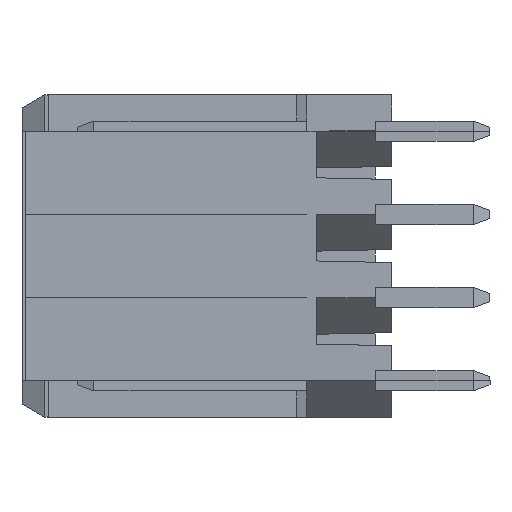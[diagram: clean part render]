
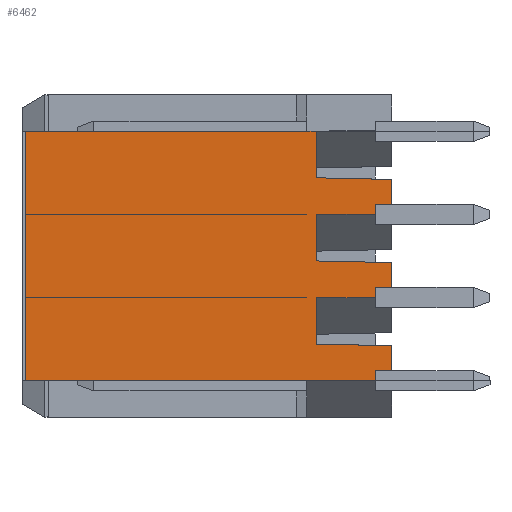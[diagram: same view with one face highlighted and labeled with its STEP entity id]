
A CAD part, left-side view. The second image highlights one B-rep face of the part: STEP entity #6462.
In plain terms, the highlighted planar face has unit normal (-1, 0, 0).
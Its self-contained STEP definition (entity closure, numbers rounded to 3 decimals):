
#242=ORIENTED_EDGE('',*,*,#1504,.T.);
#243=ORIENTED_EDGE('',*,*,#1579,.T.);
#244=ORIENTED_EDGE('',*,*,#1606,.F.);
#245=ORIENTED_EDGE('',*,*,#1607,.F.);
#246=ORIENTED_EDGE('',*,*,#1459,.T.);
#247=ORIENTED_EDGE('',*,*,#1576,.T.);
#248=ORIENTED_EDGE('',*,*,#1476,.F.);
#249=ORIENTED_EDGE('',*,*,#1608,.F.);
#250=ORIENTED_EDGE('',*,*,#1499,.T.);
#251=ORIENTED_EDGE('',*,*,#1609,.F.);
#252=ORIENTED_EDGE('',*,*,#1610,.F.);
#253=ORIENTED_EDGE('',*,*,#1611,.T.);
#254=ORIENTED_EDGE('',*,*,#1612,.F.);
#255=ORIENTED_EDGE('',*,*,#1613,.F.);
#256=ORIENTED_EDGE('',*,*,#1614,.T.);
#257=ORIENTED_EDGE('',*,*,#1615,.T.);
#258=ORIENTED_EDGE('',*,*,#1616,.F.);
#259=ORIENTED_EDGE('',*,*,#1617,.F.);
#260=ORIENTED_EDGE('',*,*,#1618,.T.);
#261=ORIENTED_EDGE('',*,*,#1619,.F.);
#262=ORIENTED_EDGE('',*,*,#1620,.F.);
#263=ORIENTED_EDGE('',*,*,#1621,.T.);
#264=ORIENTED_EDGE('',*,*,#1622,.T.);
#265=ORIENTED_EDGE('',*,*,#1623,.F.);
#266=ORIENTED_EDGE('',*,*,#1624,.F.);
#267=ORIENTED_EDGE('',*,*,#1625,.T.);
#268=ORIENTED_EDGE('',*,*,#1626,.F.);
#269=ORIENTED_EDGE('',*,*,#1627,.F.);
#270=ORIENTED_EDGE('',*,*,#1628,.T.);
#271=ORIENTED_EDGE('',*,*,#1629,.T.);
#272=ORIENTED_EDGE('',*,*,#1562,.T.);
#273=ORIENTED_EDGE('',*,*,#1598,.F.);
#274=ORIENTED_EDGE('',*,*,#1630,.F.);
#1459=EDGE_CURVE('',#2163,#2162,#2618,.T.);
#1476=EDGE_CURVE('',#2177,#2178,#2633,.T.);
#1499=EDGE_CURVE('',#2201,#2200,#2656,.T.);
#1504=EDGE_CURVE('',#2206,#2205,#2661,.T.);
#1562=EDGE_CURVE('',#2256,#2257,#2718,.T.);
#1576=EDGE_CURVE('',#2162,#2178,#2732,.T.);
#1579=EDGE_CURVE('',#2205,#2269,#2735,.T.);
#1598=EDGE_CURVE('',#2286,#2257,#2753,.T.);
#1606=EDGE_CURVE('',#2287,#2269,#2761,.T.);
#1607=EDGE_CURVE('',#2163,#2287,#2762,.T.);
#1608=EDGE_CURVE('',#2201,#2177,#2763,.T.);
#1609=EDGE_CURVE('',#2288,#2200,#2764,.T.);
#1610=EDGE_CURVE('',#2289,#2288,#2765,.T.);
#1611=EDGE_CURVE('',#2289,#2290,#2766,.T.);
#1612=EDGE_CURVE('',#2291,#2290,#2767,.T.);
#1613=EDGE_CURVE('',#2292,#2291,#2768,.T.);
#1614=EDGE_CURVE('',#2292,#2293,#2769,.T.);
#1615=EDGE_CURVE('',#2293,#2294,#2770,.T.);
#1616=EDGE_CURVE('',#2295,#2294,#2771,.T.);
#1617=EDGE_CURVE('',#2296,#2295,#2772,.T.);
#1618=EDGE_CURVE('',#2296,#2297,#2773,.T.);
#1619=EDGE_CURVE('',#2298,#2297,#2774,.T.);
#1620=EDGE_CURVE('',#2299,#2298,#2775,.T.);
#1621=EDGE_CURVE('',#2299,#2300,#2776,.T.);
#1622=EDGE_CURVE('',#2300,#2301,#2777,.T.);
#1623=EDGE_CURVE('',#2302,#2301,#2778,.T.);
#1624=EDGE_CURVE('',#2303,#2302,#2779,.T.);
#1625=EDGE_CURVE('',#2303,#2304,#2780,.T.);
#1626=EDGE_CURVE('',#2305,#2304,#2781,.T.);
#1627=EDGE_CURVE('',#2306,#2305,#2782,.T.);
#1628=EDGE_CURVE('',#2306,#2307,#2783,.T.);
#1629=EDGE_CURVE('',#2307,#2256,#2784,.T.);
#1630=EDGE_CURVE('',#2206,#2286,#2785,.T.);
#2162=VERTEX_POINT('',#8205);
#2163=VERTEX_POINT('',#8207);
#2177=VERTEX_POINT('',#8241);
#2178=VERTEX_POINT('',#8243);
#2200=VERTEX_POINT('',#8288);
#2201=VERTEX_POINT('',#8290);
#2205=VERTEX_POINT('',#8299);
#2206=VERTEX_POINT('',#8301);
#2256=VERTEX_POINT('',#8417);
#2257=VERTEX_POINT('',#8418);
#2269=VERTEX_POINT('',#8446);
#2286=VERTEX_POINT('',#8483);
#2287=VERTEX_POINT('',#8501);
#2288=VERTEX_POINT('',#8505);
#2289=VERTEX_POINT('',#8507);
#2290=VERTEX_POINT('',#8509);
#2291=VERTEX_POINT('',#8511);
#2292=VERTEX_POINT('',#8513);
#2293=VERTEX_POINT('',#8515);
#2294=VERTEX_POINT('',#8517);
#2295=VERTEX_POINT('',#8519);
#2296=VERTEX_POINT('',#8521);
#2297=VERTEX_POINT('',#8523);
#2298=VERTEX_POINT('',#8525);
#2299=VERTEX_POINT('',#8527);
#2300=VERTEX_POINT('',#8529);
#2301=VERTEX_POINT('',#8531);
#2302=VERTEX_POINT('',#8533);
#2303=VERTEX_POINT('',#8535);
#2304=VERTEX_POINT('',#8537);
#2305=VERTEX_POINT('',#8539);
#2306=VERTEX_POINT('',#8541);
#2307=VERTEX_POINT('',#8543);
#2618=LINE('',#8206,#3317);
#2633=LINE('',#8242,#3332);
#2656=LINE('',#8289,#3355);
#2661=LINE('',#8300,#3360);
#2718=LINE('',#8416,#3417);
#2732=LINE('',#8442,#3431);
#2735=LINE('',#8447,#3434);
#2753=LINE('',#8484,#3452);
#2761=LINE('',#8500,#3460);
#2762=LINE('',#8502,#3461);
#2763=LINE('',#8503,#3462);
#2764=LINE('',#8504,#3463);
#2765=LINE('',#8506,#3464);
#2766=LINE('',#8508,#3465);
#2767=LINE('',#8510,#3466);
#2768=LINE('',#8512,#3467);
#2769=LINE('',#8514,#3468);
#2770=LINE('',#8516,#3469);
#2771=LINE('',#8518,#3470);
#2772=LINE('',#8520,#3471);
#2773=LINE('',#8522,#3472);
#2774=LINE('',#8524,#3473);
#2775=LINE('',#8526,#3474);
#2776=LINE('',#8528,#3475);
#2777=LINE('',#8530,#3476);
#2778=LINE('',#8532,#3477);
#2779=LINE('',#8534,#3478);
#2780=LINE('',#8536,#3479);
#2781=LINE('',#8538,#3480);
#2782=LINE('',#8540,#3481);
#2783=LINE('',#8542,#3482);
#2784=LINE('',#8544,#3483);
#2785=LINE('',#8545,#3484);
#3317=VECTOR('',#6981,1000.);
#3332=VECTOR('',#7008,1000.);
#3355=VECTOR('',#7033,1000.);
#3360=VECTOR('',#7040,1000.);
#3417=VECTOR('',#7115,1000.);
#3431=VECTOR('',#7129,1000.);
#3434=VECTOR('',#7132,1000.);
#3452=VECTOR('',#7154,1000.);
#3460=VECTOR('',#7178,1000.);
#3461=VECTOR('',#7179,1000.);
#3462=VECTOR('',#7180,1000.);
#3463=VECTOR('',#7181,1000.);
#3464=VECTOR('',#7182,1000.);
#3465=VECTOR('',#7183,1000.);
#3466=VECTOR('',#7184,1000.);
#3467=VECTOR('',#7185,1000.);
#3468=VECTOR('',#7186,1000.);
#3469=VECTOR('',#7187,1000.);
#3470=VECTOR('',#7188,1000.);
#3471=VECTOR('',#7189,1000.);
#3472=VECTOR('',#7190,1000.);
#3473=VECTOR('',#7191,1000.);
#3474=VECTOR('',#7192,1000.);
#3475=VECTOR('',#7193,1000.);
#3476=VECTOR('',#7194,1000.);
#3477=VECTOR('',#7195,1000.);
#3478=VECTOR('',#7196,1000.);
#3479=VECTOR('',#7197,1000.);
#3480=VECTOR('',#7198,1000.);
#3481=VECTOR('',#7199,1000.);
#3482=VECTOR('',#7200,1000.);
#3483=VECTOR('',#7201,1000.);
#3484=VECTOR('',#7202,1000.);
#4038=EDGE_LOOP('',(#242,#243,#244,#245,#246,#247,#248,#249,#250,#251,#252,
#253,#254,#255,#256,#257,#258,#259,#260,#261,#262,#263,#264,#265,#266,#267,
#268,#269,#270,#271,#272,#273,#274));
#4295=FACE_BOUND('',#4038,.T.);
#4548=PLANE('',#6740);
#6462=ADVANCED_FACE('',(#4295),#4548,.T.);
#6740=AXIS2_PLACEMENT_3D('',#8499,#7176,#7177);
#6981=DIRECTION('',(0.,-1.,0.));
#7008=DIRECTION('',(0.,-1.,0.));
#7033=DIRECTION('',(0.,-1.,0.));
#7040=DIRECTION('',(0.,-1.,0.));
#7115=DIRECTION('',(0.,0.,-1.));
#7129=DIRECTION('',(0.,0.,-1.));
#7132=DIRECTION('',(0.,0.,-1.));
#7154=DIRECTION('',(0.,-1.,0.));
#7176=DIRECTION('',(-1.,0.,0.));
#7177=DIRECTION('',(0.,-1.,0.));
#7178=DIRECTION('',(0.,-1.,0.));
#7179=DIRECTION('',(0.,0.,1.));
#7180=DIRECTION('',(0.,0.,1.));
#7181=DIRECTION('',(0.,0.,-1.));
#7182=DIRECTION('',(0.,1.,0.));
#7183=DIRECTION('',(0.,0.,1.));
#7184=DIRECTION('',(0.,-1.,-0.022));
#7185=DIRECTION('',(0.,0.,-1.));
#7186=DIRECTION('',(0.,-1.,0.022));
#7187=DIRECTION('',(0.,-1.,0.));
#7188=DIRECTION('',(0.,0.,-1.));
#7189=DIRECTION('',(0.,1.,0.));
#7190=DIRECTION('',(0.,0.,1.));
#7191=DIRECTION('',(0.,-1.,-0.022));
#7192=DIRECTION('',(0.,0.,-1.));
#7193=DIRECTION('',(0.,-1.,0.022));
#7194=DIRECTION('',(0.,-1.,0.));
#7195=DIRECTION('',(0.,0.,-1.));
#7196=DIRECTION('',(0.,1.,0.));
#7197=DIRECTION('',(0.,0.,1.));
#7198=DIRECTION('',(0.,-1.,-0.022));
#7199=DIRECTION('',(0.,0.,-1.));
#7200=DIRECTION('',(0.,-1.,0.022));
#7201=DIRECTION('',(0.,1.,0.));
#7202=DIRECTION('',(0.,0.,1.));
#8205=CARTESIAN_POINT('',(-5.,2.6,-2.839));
#8206=CARTESIAN_POINT('',(-5.,0.,-2.839));
#8207=CARTESIAN_POINT('',(-5.,11.2,-2.839));
#8241=CARTESIAN_POINT('',(-5.,11.2,-2.84));
#8242=CARTESIAN_POINT('',(-5.,0.,-2.84));
#8243=CARTESIAN_POINT('',(-5.,2.6,-2.84));
#8288=CARTESIAN_POINT('',(-5.,0.5,-5.379));
#8289=CARTESIAN_POINT('',(-5.,0.,-5.379));
#8290=CARTESIAN_POINT('',(-5.,11.2,-5.379));
#8299=CARTESIAN_POINT('',(-5.,2.6,-0.299));
#8300=CARTESIAN_POINT('',(-5.,0.,-0.299));
#8301=CARTESIAN_POINT('',(-5.,11.2,-0.299));
#8416=CARTESIAN_POINT('',(-5.,2.6,-1.42));
#8417=CARTESIAN_POINT('',(-5.,2.6,2.241));
#8418=CARTESIAN_POINT('',(-5.,2.6,2.24));
#8442=CARTESIAN_POINT('',(-5.,2.6,-6.5));
#8446=CARTESIAN_POINT('',(-5.,2.6,-0.3));
#8447=CARTESIAN_POINT('',(-5.,2.6,-3.96));
#8483=CARTESIAN_POINT('',(-5.,11.2,2.24));
#8484=CARTESIAN_POINT('',(-5.,0.,2.24));
#8499=CARTESIAN_POINT('',(-5.,0.,3.36));
#8500=CARTESIAN_POINT('',(-5.,0.,-0.3));
#8501=CARTESIAN_POINT('',(-5.,11.2,-0.3));
#8502=CARTESIAN_POINT('',(-5.,11.2,-3.96));
#8503=CARTESIAN_POINT('',(-5.,11.2,-6.5));
#8504=CARTESIAN_POINT('',(-5.,0.5,-6.5));
#8505=CARTESIAN_POINT('',(-5.,0.5,-5.08));
#8506=CARTESIAN_POINT('',(-5.,0.,-5.08));
#8507=CARTESIAN_POINT('',(-5.,0.,-5.08));
#8508=CARTESIAN_POINT('',(-5.,0.,-6.5));
#8509=CARTESIAN_POINT('',(-5.,0.,-4.31));
#8510=CARTESIAN_POINT('',(-5.,0.,-4.31));
#8511=CARTESIAN_POINT('',(-5.,2.3,-4.26));
#8512=CARTESIAN_POINT('',(-5.,2.3,-9.04));
#8513=CARTESIAN_POINT('',(-5.,2.3,-2.84));
#8514=CARTESIAN_POINT('',(-5.,0.,-2.79));
#8515=CARTESIAN_POINT('',(-5.,2.265,-2.839));
#8516=CARTESIAN_POINT('',(-5.,0.,-2.839));
#8517=CARTESIAN_POINT('',(-5.,0.5,-2.839));
#8518=CARTESIAN_POINT('',(-5.,0.5,-3.96));
#8519=CARTESIAN_POINT('',(-5.,0.5,-2.54));
#8520=CARTESIAN_POINT('',(-5.,0.,-2.54));
#8521=CARTESIAN_POINT('',(-5.,0.,-2.54));
#8522=CARTESIAN_POINT('',(-5.,0.,-3.96));
#8523=CARTESIAN_POINT('',(-5.,0.,-1.77));
#8524=CARTESIAN_POINT('',(-5.,0.,-1.77));
#8525=CARTESIAN_POINT('',(-5.,2.3,-1.72));
#8526=CARTESIAN_POINT('',(-5.,2.3,-6.5));
#8527=CARTESIAN_POINT('',(-5.,2.3,-0.3));
#8528=CARTESIAN_POINT('',(-5.,0.,-0.25));
#8529=CARTESIAN_POINT('',(-5.,2.265,-0.299));
#8530=CARTESIAN_POINT('',(-5.,0.,-0.299));
#8531=CARTESIAN_POINT('',(-5.,0.5,-0.299));
#8532=CARTESIAN_POINT('',(-5.,0.5,-1.42));
#8533=CARTESIAN_POINT('',(-5.,0.5,0.));
#8534=CARTESIAN_POINT('',(-5.,0.,0.));
#8535=CARTESIAN_POINT('',(-5.,0.,0.));
#8536=CARTESIAN_POINT('',(-5.,0.,-1.42));
#8537=CARTESIAN_POINT('',(-5.,0.,0.77));
#8538=CARTESIAN_POINT('',(-5.,0.,0.77));
#8539=CARTESIAN_POINT('',(-5.,2.3,0.82));
#8540=CARTESIAN_POINT('',(-5.,2.3,-3.96));
#8541=CARTESIAN_POINT('',(-5.,2.3,2.24));
#8542=CARTESIAN_POINT('',(-5.,0.,2.29));
#8543=CARTESIAN_POINT('',(-5.,2.265,2.241));
#8544=CARTESIAN_POINT('',(-5.,0.,2.241));
#8545=CARTESIAN_POINT('',(-5.,11.2,-1.42));
